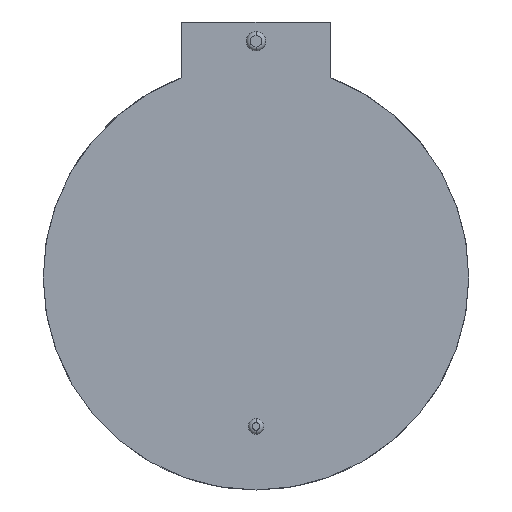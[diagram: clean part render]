
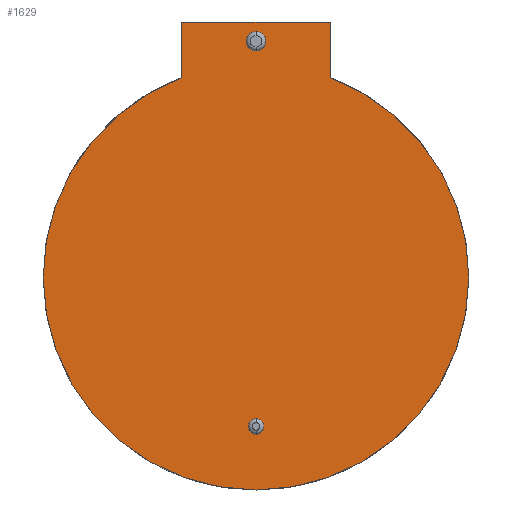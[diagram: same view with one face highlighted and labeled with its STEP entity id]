
A CAD part, front view. The second image highlights one B-rep face of the part: STEP entity #1629.
In plain terms, the highlighted planar face has unit normal (0, -1, 0).
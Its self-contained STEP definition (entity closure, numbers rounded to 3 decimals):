
#73 = CIRCLE ( 'NONE', #1579, 0.5 ) ;
#81 = EDGE_LOOP ( 'NONE', ( #1020, #732 ) ) ;
#96 = VERTEX_POINT ( 'NONE', #1185 ) ;
#105 = CARTESIAN_POINT ( 'NONE',  ( 0., 0., -7.35 ) ) ;
#180 = ORIENTED_EDGE ( 'NONE', *, *, #524, .F. ) ;
#201 = DIRECTION ( 'NONE',  ( 1., 0., 0. ) ) ;
#217 = CARTESIAN_POINT ( 'NONE',  ( -3.85, 0., 13.25 ) ) ;
#219 = CARTESIAN_POINT ( 'NONE',  ( 0., 0., 12.25 ) ) ;
#260 = CARTESIAN_POINT ( 'NONE',  ( -3.85, 0., 10.358 ) ) ;
#276 = CARTESIAN_POINT ( 'NONE',  ( 3.85, 0., 13.25 ) ) ;
#306 = LINE ( 'NONE', #276, #1672 ) ;
#317 = EDGE_CURVE ( 'NONE', #988, #96, #1613, .T. ) ;
#346 = EDGE_CURVE ( 'NONE', #1685, #497, #523, .T. ) ;
#351 = DIRECTION ( 'NONE',  ( 0., 0., 1. ) ) ;
#380 = DIRECTION ( 'NONE',  ( 0., -1., 0. ) ) ;
#401 = ORIENTED_EDGE ( 'NONE', *, *, #1508, .F. ) ;
#421 = EDGE_CURVE ( 'NONE', #959, #1583, #1387, .T. ) ;
#429 = ORIENTED_EDGE ( 'NONE', *, *, #1606, .F. ) ;
#464 = VECTOR ( 'NONE', #659, 1000. ) ;
#497 = VERTEX_POINT ( 'NONE', #1355 ) ;
#507 = EDGE_LOOP ( 'NONE', ( #1323, #769, #401, #937, #429 ) ) ;
#523 = CIRCLE ( 'NONE', #898, 0.5 ) ;
#524 = EDGE_CURVE ( 'NONE', #497, #1685, #73, .T. ) ;
#549 = FACE_BOUND ( 'NONE', #595, .T. ) ;
#551 = CARTESIAN_POINT ( 'NONE',  ( 3.85, 0., 13.25 ) ) ;
#556 = DIRECTION ( 'NONE',  ( 0., 0., 1. ) ) ;
#573 = CARTESIAN_POINT ( 'NONE',  ( 0., 0., 0. ) ) ;
#576 = DIRECTION ( 'NONE',  ( 0., 0., 1. ) ) ;
#595 = EDGE_LOOP ( 'NONE', ( #180, #1305 ) ) ;
#659 = DIRECTION ( 'NONE',  ( 0., 0., 1. ) ) ;
#679 = DIRECTION ( 'NONE',  ( 0., 0., 1. ) ) ;
#707 = CARTESIAN_POINT ( 'NONE',  ( 0., 0., -7.75 ) ) ;
#711 = EDGE_CURVE ( 'NONE', #1269, #1434, #1312, .T. ) ;
#726 = CARTESIAN_POINT ( 'NONE',  ( 0., 0., -7.75 ) ) ;
#732 = ORIENTED_EDGE ( 'NONE', *, *, #945, .F. ) ;
#769 = ORIENTED_EDGE ( 'NONE', *, *, #711, .F. ) ;
#783 = DIRECTION ( 'NONE',  ( 0., -1., 0. ) ) ;
#797 = FACE_OUTER_BOUND ( 'NONE', #507, .T. ) ;
#814 = PLANE ( 'NONE',  #1533 ) ;
#819 = DIRECTION ( 'NONE',  ( 0., 1., 0. ) ) ;
#821 = DIRECTION ( 'NONE',  ( 0., -1., 0. ) ) ;
#824 = FACE_BOUND ( 'NONE', #81, .T. ) ;
#833 = DIRECTION ( 'NONE',  ( 0., 0., -1. ) ) ;
#898 = AXIS2_PLACEMENT_3D ( 'NONE', #1309, #783, #679 ) ;
#901 = CARTESIAN_POINT ( 'NONE',  ( 3.85, 0., 10.358 ) ) ;
#937 = ORIENTED_EDGE ( 'NONE', *, *, #317, .F. ) ;
#945 = EDGE_CURVE ( 'NONE', #1583, #959, #952, .T. ) ;
#952 = CIRCLE ( 'NONE', #1522, 0.4 ) ;
#954 = AXIS2_PLACEMENT_3D ( 'NONE', #1410, #1271, #351 ) ;
#959 = VERTEX_POINT ( 'NONE', #105 ) ;
#982 = CARTESIAN_POINT ( 'NONE',  ( -3.85, 0., 13.25 ) ) ;
#988 = VERTEX_POINT ( 'NONE', #901 ) ;
#1020 = ORIENTED_EDGE ( 'NONE', *, *, #421, .F. ) ;
#1052 = LINE ( 'NONE', #982, #1581 ) ;
#1064 = CARTESIAN_POINT ( 'NONE',  ( 0., 0., -8.15 ) ) ;
#1133 = VERTEX_POINT ( 'NONE', #551 ) ;
#1183 = EDGE_CURVE ( 'NONE', #1434, #1133, #1052, .T. ) ;
#1185 = CARTESIAN_POINT ( 'NONE',  ( 0., 0., -11.05 ) ) ;
#1217 = CARTESIAN_POINT ( 'NONE',  ( 0., 0., 0. ) ) ;
#1219 = DIRECTION ( 'NONE',  ( 0., -1., 0. ) ) ;
#1239 = DIRECTION ( 'NONE',  ( 0., 0., 1. ) ) ;
#1251 = CIRCLE ( 'NONE', #954, 11.05 ) ;
#1253 = DIRECTION ( 'NONE',  ( 0., 0., 1. ) ) ;
#1269 = VERTEX_POINT ( 'NONE', #1663 ) ;
#1271 = DIRECTION ( 'NONE',  ( 0., 1., 0. ) ) ;
#1305 = ORIENTED_EDGE ( 'NONE', *, *, #346, .F. ) ;
#1309 = CARTESIAN_POINT ( 'NONE',  ( 0., 0., 12.25 ) ) ;
#1312 = LINE ( 'NONE', #260, #464 ) ;
#1323 = ORIENTED_EDGE ( 'NONE', *, *, #1183, .F. ) ;
#1355 = CARTESIAN_POINT ( 'NONE',  ( 0., 0., 12.75 ) ) ;
#1382 = CARTESIAN_POINT ( 'NONE',  ( 0., 0., 11.75 ) ) ;
#1387 = CIRCLE ( 'NONE', #1655, 0.4 ) ;
#1410 = CARTESIAN_POINT ( 'NONE',  ( 0., 0., 0. ) ) ;
#1434 = VERTEX_POINT ( 'NONE', #217 ) ;
#1456 = DIRECTION ( 'NONE',  ( 0., 1., 0. ) ) ;
#1508 = EDGE_CURVE ( 'NONE', #96, #1269, #1251, .T. ) ;
#1522 = AXIS2_PLACEMENT_3D ( 'NONE', #726, #821, #1239 ) ;
#1525 = AXIS2_PLACEMENT_3D ( 'NONE', #573, #819, #556 ) ;
#1533 = AXIS2_PLACEMENT_3D ( 'NONE', #1217, #1456, #576 ) ;
#1579 = AXIS2_PLACEMENT_3D ( 'NONE', #219, #380, #1683 ) ;
#1581 = VECTOR ( 'NONE', #201, 1000. ) ;
#1583 = VERTEX_POINT ( 'NONE', #1064 ) ;
#1606 = EDGE_CURVE ( 'NONE', #1133, #988, #306, .T. ) ;
#1613 = CIRCLE ( 'NONE', #1525, 11.05 ) ;
#1629 = ADVANCED_FACE ( 'NONE', ( #824, #549, #797 ), #814, .F. ) ;
#1655 = AXIS2_PLACEMENT_3D ( 'NONE', #707, #1219, #1253 ) ;
#1663 = CARTESIAN_POINT ( 'NONE',  ( -3.85, 0., 10.358 ) ) ;
#1672 = VECTOR ( 'NONE', #833, 1000. ) ;
#1683 = DIRECTION ( 'NONE',  ( 0., 0., 1. ) ) ;
#1685 = VERTEX_POINT ( 'NONE', #1382 ) ;
